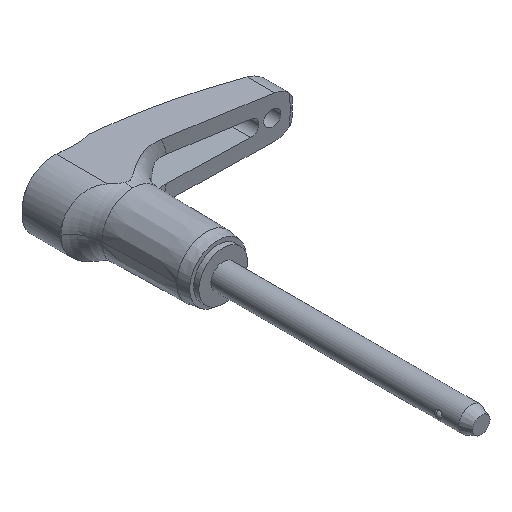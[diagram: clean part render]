
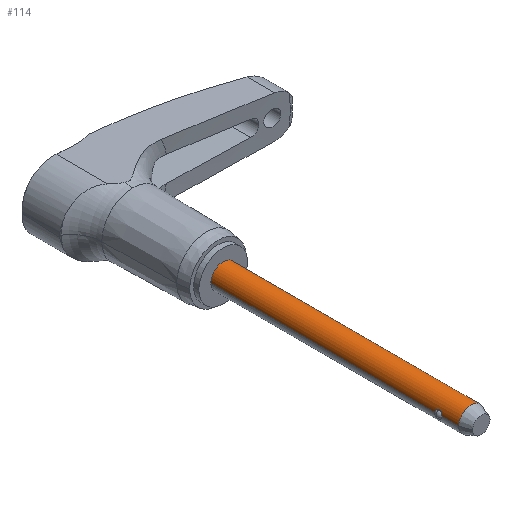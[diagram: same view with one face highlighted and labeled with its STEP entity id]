
A CAD part, isometric view. The second image highlights one B-rep face of the part: STEP entity #114.
In plain terms, the highlighted cylindrical face has radius 2.381 mm (diameter 4.763 mm), a partial arc.
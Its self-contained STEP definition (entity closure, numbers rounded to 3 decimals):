
#114=ADVANCED_FACE('',(#269),#270,.T.);
#269=FACE_OUTER_BOUND('',#461,.T.);
#270=CYLINDRICAL_SURFACE('',#462,2.381);
#461=EDGE_LOOP('',(#756,#757,#758,#759,#760,#761,#762,#763,#764,#765));
#462=AXIS2_PLACEMENT_3D('',#766,#767,#768);
#756=ORIENTED_EDGE('',*,*,#1161,.T.);
#757=ORIENTED_EDGE('',*,*,#1247,.T.);
#758=ORIENTED_EDGE('',*,*,#1248,.T.);
#759=ORIENTED_EDGE('',*,*,#1168,.T.);
#760=ORIENTED_EDGE('',*,*,#1249,.F.);
#761=ORIENTED_EDGE('',*,*,#1166,.T.);
#762=ORIENTED_EDGE('',*,*,#1250,.T.);
#763=ORIENTED_EDGE('',*,*,#1251,.T.);
#764=ORIENTED_EDGE('',*,*,#1163,.T.);
#765=ORIENTED_EDGE('',*,*,#1252,.T.);
#766=CARTESIAN_POINT('',(0.0,-24.892,0.0));
#767=DIRECTION('',(-0.0,1.0,0.0));
#768=DIRECTION('',(1.0,0.0,0.0));
#1161=EDGE_CURVE('',#1385,#1386,#1387,.T.);
#1163=EDGE_CURVE('',#1390,#1388,#1391,.T.);
#1166=EDGE_CURVE('',#1396,#1394,#1397,.T.);
#1168=EDGE_CURVE('',#1400,#1398,#1401,.T.);
#1247=EDGE_CURVE('',#1386,#1532,#1533,.T.);
#1248=EDGE_CURVE('',#1532,#1400,#1534,.T.);
#1249=EDGE_CURVE('',#1396,#1398,#1535,.T.);
#1250=EDGE_CURVE('',#1394,#1536,#1537,.T.);
#1251=EDGE_CURVE('',#1536,#1390,#1538,.T.);
#1252=EDGE_CURVE('',#1388,#1385,#1539,.T.);
#1385=VERTEX_POINT('',#1739);
#1386=VERTEX_POINT('',#1740);
#1387=LINE('',#1741,#1742);
#1388=VERTEX_POINT('',#1743);
#1390=VERTEX_POINT('',#1745);
#1391=LINE('',#1746,#1747);
#1394=VERTEX_POINT('',#1763);
#1396=VERTEX_POINT('',#1778);
#1397=LINE('',#1779,#1780);
#1398=VERTEX_POINT('',#1781);
#1400=VERTEX_POINT('',#1783);
#1401=LINE('',#1784,#1785);
#1532=VERTEX_POINT('',#2379);
#1533=B_SPLINE_CURVE_WITH_KNOTS('',3,(#2380,#2381,#2382,#2383,#2384,#2385,#2386,#2387,#2388,#2389,#2390,#2391,#2392,#2393),.UNSPECIFIED.,.F.,.F.,(4,2,2,2,2,2,4),(1.09,1.281,1.473,1.586,1.7,1.939,2.179),.UNSPECIFIED.);
#1534=B_SPLINE_CURVE_WITH_KNOTS('',3,(#2394,#2395,#2396,#2397,#2398,#2399,#2400,#2401,#2402,#2403,#2404,#2405,#2406,#2407),.UNSPECIFIED.,.F.,.F.,(4,2,2,2,2,2,4),(2.179,2.419,2.658,2.772,2.885,3.077,3.269),.UNSPECIFIED.);
#1535=CIRCLE('',#2408,2.381);
#1536=VERTEX_POINT('',#2409);
#1537=B_SPLINE_CURVE_WITH_KNOTS('',3,(#2410,#2411,#2412,#2413,#2414,#2415,#2416,#2417,#2418,#2419,#2420,#2421,#2422,#2423),.UNSPECIFIED.,.F.,.F.,(4,2,2,2,2,2,4),(3.269,3.46,3.652,3.765,3.879,4.119,4.358),.UNSPECIFIED.);
#1538=B_SPLINE_CURVE_WITH_KNOTS('',3,(#2424,#2425,#2426,#2427,#2428,#2429,#2430,#2431,#2432,#2433,#2434,#2435,#2436,#2437),.UNSPECIFIED.,.F.,.F.,(4,2,2,2,2,2,4),(0.0,0.24,0.479,0.593,0.706,0.898,1.09),.UNSPECIFIED.);
#1539=CIRCLE('',#2438,2.381);
#1739=CARTESIAN_POINT('',(2.381,-47.803,0.0));
#1740=CARTESIAN_POINT('',(2.381,-44.573,0.));
#1741=CARTESIAN_POINT('',(2.381,-24.892,0.));
#1742=VECTOR('',#2988,1.0);
#1743=CARTESIAN_POINT('',(-2.381,-47.803,0.));
#1745=CARTESIAN_POINT('',(-2.381,-44.573,0.));
#1746=CARTESIAN_POINT('',(-2.381,-24.892,0.));
#1747=VECTOR('',#2992,1.0);
#1763=CARTESIAN_POINT('',(-2.381,-43.18,0.));
#1778=CARTESIAN_POINT('',(-2.381,0.0,0.));
#1779=CARTESIAN_POINT('',(-2.381,-24.892,0.));
#1780=VECTOR('',#2993,1.0);
#1781=CARTESIAN_POINT('',(2.381,0.0,0.0));
#1783=CARTESIAN_POINT('',(2.381,-43.18,0.));
#1784=CARTESIAN_POINT('',(2.381,-24.892,0.));
#1785=VECTOR('',#2997,1.0);
#2379=CARTESIAN_POINT('',(2.26,-43.876,0.75));
#2380=CARTESIAN_POINT('',(2.381,-44.573,0.));
#2381=CARTESIAN_POINT('',(2.381,-44.573,0.064));
#2382=CARTESIAN_POINT('',(2.378,-44.565,0.133));
#2383=CARTESIAN_POINT('',(2.367,-44.532,0.267));
#2384=CARTESIAN_POINT('',(2.359,-44.506,0.332));
#2385=CARTESIAN_POINT('',(2.344,-44.457,0.42));
#2386=CARTESIAN_POINT('',(2.338,-44.435,0.454));
#2387=CARTESIAN_POINT('',(2.324,-44.385,0.518));
#2388=CARTESIAN_POINT('',(2.317,-44.357,0.548));
#2389=CARTESIAN_POINT('',(2.298,-44.271,0.627));
#2390=CARTESIAN_POINT('',(2.284,-44.199,0.673));
#2391=CARTESIAN_POINT('',(2.265,-44.041,0.735));
#2392=CARTESIAN_POINT('',(2.26,-43.956,0.75));
#2393=CARTESIAN_POINT('',(2.26,-43.876,0.75));
#2394=CARTESIAN_POINT('',(2.26,-43.876,0.75));
#2395=CARTESIAN_POINT('',(2.26,-43.797,0.75));
#2396=CARTESIAN_POINT('',(2.265,-43.712,0.735));
#2397=CARTESIAN_POINT('',(2.284,-43.554,0.673));
#2398=CARTESIAN_POINT('',(2.298,-43.482,0.627));
#2399=CARTESIAN_POINT('',(2.317,-43.396,0.548));
#2400=CARTESIAN_POINT('',(2.324,-43.368,0.518));
#2401=CARTESIAN_POINT('',(2.338,-43.318,0.454));
#2402=CARTESIAN_POINT('',(2.344,-43.296,0.42));
#2403=CARTESIAN_POINT('',(2.359,-43.247,0.332));
#2404=CARTESIAN_POINT('',(2.367,-43.221,0.267));
#2405=CARTESIAN_POINT('',(2.378,-43.188,0.133));
#2406=CARTESIAN_POINT('',(2.381,-43.18,0.064));
#2407=CARTESIAN_POINT('',(2.381,-43.18,0.));
#2408=AXIS2_PLACEMENT_3D('',#3094,#3095,#3096);
#2409=CARTESIAN_POINT('',(-2.26,-43.876,0.75));
#2410=CARTESIAN_POINT('',(-2.381,-43.18,0.));
#2411=CARTESIAN_POINT('',(-2.381,-43.18,0.064));
#2412=CARTESIAN_POINT('',(-2.378,-43.188,0.133));
#2413=CARTESIAN_POINT('',(-2.367,-43.221,0.267));
#2414=CARTESIAN_POINT('',(-2.359,-43.247,0.332));
#2415=CARTESIAN_POINT('',(-2.344,-43.296,0.42));
#2416=CARTESIAN_POINT('',(-2.338,-43.318,0.454));
#2417=CARTESIAN_POINT('',(-2.324,-43.368,0.518));
#2418=CARTESIAN_POINT('',(-2.317,-43.396,0.548));
#2419=CARTESIAN_POINT('',(-2.298,-43.482,0.627));
#2420=CARTESIAN_POINT('',(-2.284,-43.554,0.673));
#2421=CARTESIAN_POINT('',(-2.265,-43.712,0.735));
#2422=CARTESIAN_POINT('',(-2.26,-43.797,0.75));
#2423=CARTESIAN_POINT('',(-2.26,-43.876,0.75));
#2424=CARTESIAN_POINT('',(-2.26,-43.876,0.75));
#2425=CARTESIAN_POINT('',(-2.26,-43.956,0.75));
#2426=CARTESIAN_POINT('',(-2.265,-44.041,0.735));
#2427=CARTESIAN_POINT('',(-2.284,-44.199,0.673));
#2428=CARTESIAN_POINT('',(-2.298,-44.271,0.627));
#2429=CARTESIAN_POINT('',(-2.317,-44.357,0.548));
#2430=CARTESIAN_POINT('',(-2.324,-44.385,0.518));
#2431=CARTESIAN_POINT('',(-2.338,-44.435,0.454));
#2432=CARTESIAN_POINT('',(-2.344,-44.457,0.42));
#2433=CARTESIAN_POINT('',(-2.359,-44.506,0.332));
#2434=CARTESIAN_POINT('',(-2.367,-44.532,0.267));
#2435=CARTESIAN_POINT('',(-2.378,-44.565,0.133));
#2436=CARTESIAN_POINT('',(-2.381,-44.573,0.064));
#2437=CARTESIAN_POINT('',(-2.381,-44.573,0.));
#2438=AXIS2_PLACEMENT_3D('',#3097,#3098,#3099);
#2988=DIRECTION('',(0.0,1.0,0.0));
#2992=DIRECTION('',(-0.0,-1.0,-0.0));
#2993=DIRECTION('',(-0.0,-1.0,-0.0));
#2997=DIRECTION('',(0.0,1.0,0.0));
#3094=CARTESIAN_POINT('',(0.0,0.0,0.0));
#3095=DIRECTION('',(-0.0,1.0,0.0));
#3096=DIRECTION('',(1.0,0.0,0.0));
#3097=CARTESIAN_POINT('',(0.0,-47.803,0.0));
#3098=DIRECTION('',(0.,1.0,0.0));
#3099=DIRECTION('',(1.0,0.,0.0));
